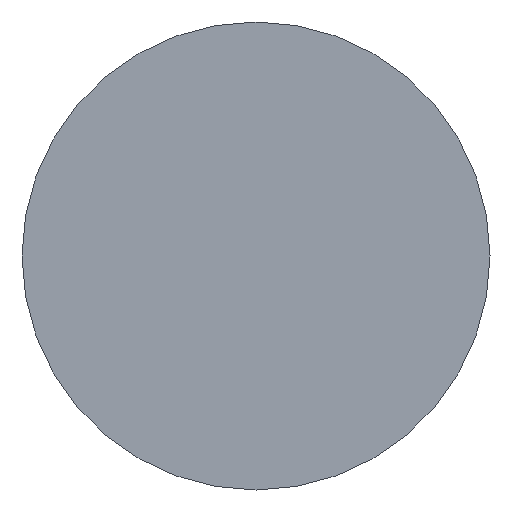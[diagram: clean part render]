
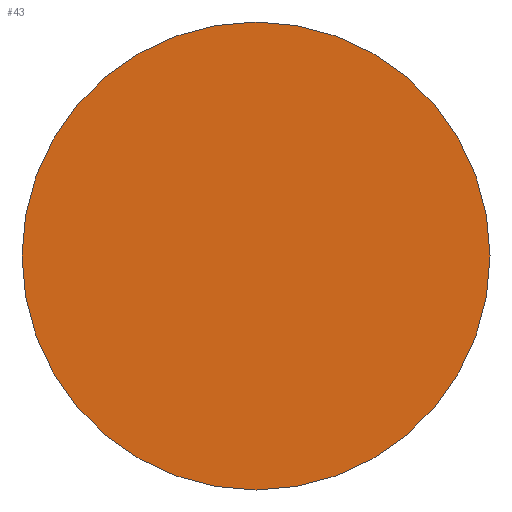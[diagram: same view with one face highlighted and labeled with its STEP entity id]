
A CAD part, front view. The second image highlights one B-rep face of the part: STEP entity #43.
In plain terms, the highlighted planar face has unit normal (0, -1, 0).
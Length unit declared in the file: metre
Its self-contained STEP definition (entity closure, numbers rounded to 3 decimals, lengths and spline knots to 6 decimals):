
#21=PLANE('',#61);
#25=ORIENTED_EDGE('',*,*,#27,.F.);
#27=EDGE_CURVE('',#29,#29,#31,.T.);
#29=VERTEX_POINT('',#79);
#31=CIRCLE('',#59,0.001);
#35=EDGE_LOOP('',(#25));
#39=FACE_BOUND('',#35,.T.);
#43=ADVANCED_FACE('',(#39),#21,.F.);
#59=AXIS2_PLACEMENT_3D('',#78,#68,#69);
#61=AXIS2_PLACEMENT_3D('',#81,#72,#73);
#68=DIRECTION('',(0.,1.,0.));
#69=DIRECTION('',(0.,0.,1.));
#72=DIRECTION('',(0.,1.,0.));
#73=DIRECTION('',(0.,0.,1.));
#78=CARTESIAN_POINT('',(0.0131,0.007,0.));
#79=CARTESIAN_POINT('',(0.0131,0.007,0.001));
#81=CARTESIAN_POINT('',(0.0131,0.007,0.));
